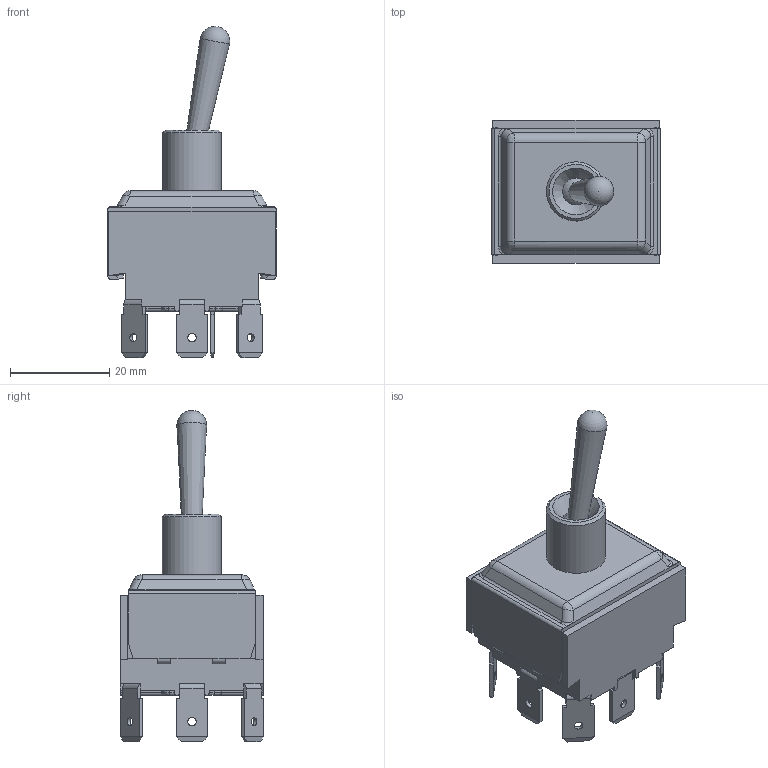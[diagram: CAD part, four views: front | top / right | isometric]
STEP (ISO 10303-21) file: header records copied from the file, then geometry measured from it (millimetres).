
FILE_DESCRIPTION(/* description */ (''),/* implementation_level */ '2;1');
FILE_NAME(/* name */ 'ST34SE00.stp',/* time_stamp */ '2025-06-04T08:22:55-05:00',/* author */ ('mroman'),/* organization */ (''),/* preprocessor_version */ 'ST-DEVELOPER v18.1',/* originating_system */ 'Autodesk Inventor 2022',/* authorisation */ '');
FILE_SCHEMA (('AUTOMOTIVE_DESIGN { 1 0 10303 214 3 1 1 }'));
Length unit declared in the file: centimetre
Products named in the file (1): ST34SE00
Bounding box: 34 x 28.96 x 66.66 mm (x, y, z)
Volume: 21920.6 mm3; surface area: 9063.1 mm2
Topology: 1 solids, 11 shells, 456 faces, 1121 edges, 712 vertices
Faces by surface type: plane 306, cylinder 87, torus 22, cone 21, bspline 17, sphere 3
Full cylindrical faces by diameter (mm): 1.7 x9, 2 x9, 5.4 x2
Entity records: 13769 total; most frequent: CARTESIAN_POINT 2755, DIRECTION 2304, ORIENTED_EDGE 2240, EDGE_CURVE 1120, LINE 804, VECTOR 804, AXIS2_PLACEMENT_3D 750, VERTEX_POINT 712
